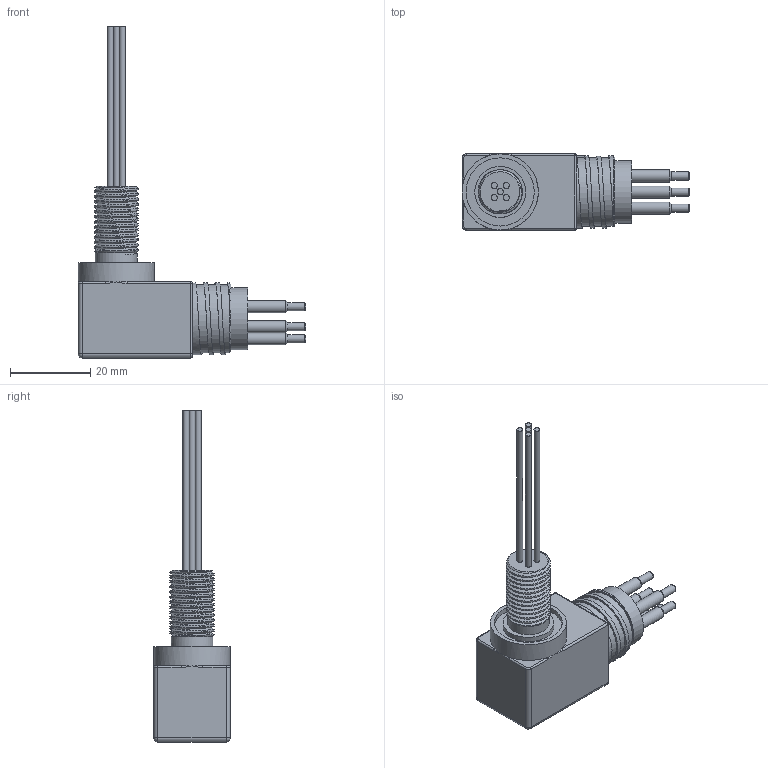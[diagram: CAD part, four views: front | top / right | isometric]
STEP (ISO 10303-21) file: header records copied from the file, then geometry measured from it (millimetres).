
FILE_DESCRIPTION(/* description */ (''),/* implementation_level */ '2;1');
FILE_NAME(/* name */ 'MCBHRA5M.stp',/* time_stamp */ '2014-11-25T15:36:54+01:00',/* author */ ('sh'),/* organization */ (''),/* preprocessor_version */ 'ST-DEVELOPER v15.2',/* originating_system */ 'Autodesk Inventor 2014',/* authorisation */ '');
FILE_SCHEMA (('AUTOMOTIVE_DESIGN { 1 0 10303 214 3 1 1 }'));
Length unit declared in the file: millimetre
Products named in the file (1): MCBHRA5M
Bounding box: 56.8 x 19 x 82.8 mm (x, y, z)
Volume: 16983.8 mm3; surface area: 6588.8 mm2
Topology: 1 solids, 1 shells, 193 faces, 476 edges, 295 vertices
Faces by surface type: plane 79, bspline 54, cylinder 38, cone 14, sphere 4, torus 4
Full cylindrical faces by diameter (mm): 1.5 x5, 2 x5, 3 x5, 10.423 x1, 12.7 x1, 15.5 x1, 17 x1, 19 x1
Entity records: 8820 total; most frequent: CARTESIAN_POINT 4587, ORIENTED_EDGE 868, DIRECTION 699, EDGE_CURVE 434, VERTEX_POINT 293, EDGE_LOOP 243, AXIS2_PLACEMENT_3D 237, LINE 225
